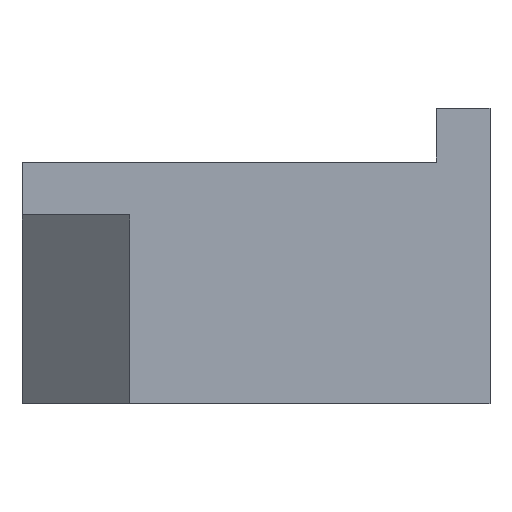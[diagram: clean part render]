
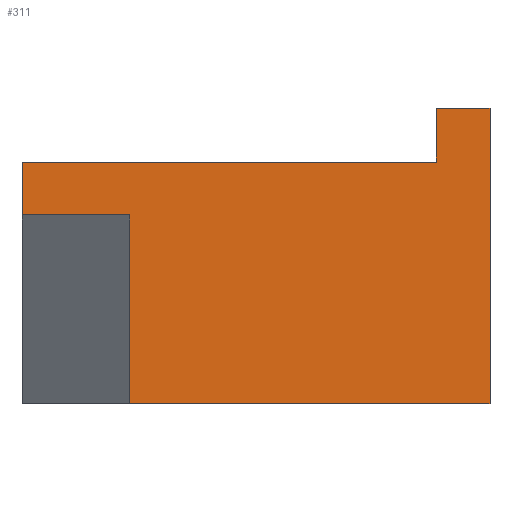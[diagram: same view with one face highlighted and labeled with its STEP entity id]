
A CAD part, front view. The second image highlights one B-rep face of the part: STEP entity #311.
In plain terms, the highlighted planar face has unit normal (0, -1, 0).
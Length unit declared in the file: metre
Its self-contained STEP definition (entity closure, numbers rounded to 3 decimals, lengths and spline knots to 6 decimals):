
#26=ORIENTED_EDGE('',*,*,#112,.F.);
#27=ORIENTED_EDGE('',*,*,#113,.T.);
#28=ORIENTED_EDGE('',*,*,#114,.F.);
#29=ORIENTED_EDGE('',*,*,#115,.F.);
#30=ORIENTED_EDGE('',*,*,#116,.T.);
#31=ORIENTED_EDGE('',*,*,#117,.T.);
#32=ORIENTED_EDGE('',*,*,#118,.T.);
#33=ORIENTED_EDGE('',*,*,#119,.T.);
#112=EDGE_CURVE('',#155,#156,#184,.T.);
#113=EDGE_CURVE('',#155,#157,#185,.T.);
#114=EDGE_CURVE('',#158,#157,#186,.T.);
#115=EDGE_CURVE('',#159,#158,#187,.T.);
#116=EDGE_CURVE('',#159,#160,#188,.T.);
#117=EDGE_CURVE('',#160,#161,#189,.T.);
#118=EDGE_CURVE('',#161,#162,#190,.T.);
#119=EDGE_CURVE('',#162,#156,#191,.T.);
#155=VERTEX_POINT('',#446);
#156=VERTEX_POINT('',#447);
#157=VERTEX_POINT('',#449);
#158=VERTEX_POINT('',#451);
#159=VERTEX_POINT('',#453);
#160=VERTEX_POINT('',#455);
#161=VERTEX_POINT('',#457);
#162=VERTEX_POINT('',#459);
#184=LINE('',#445,#222);
#185=LINE('',#448,#223);
#186=LINE('',#450,#224);
#187=LINE('',#452,#225);
#188=LINE('',#454,#226);
#189=LINE('',#456,#227);
#190=LINE('',#458,#228);
#191=LINE('',#460,#229);
#222=VECTOR('',#365,1.);
#223=VECTOR('',#366,1.);
#224=VECTOR('',#367,1.);
#225=VECTOR('',#368,1.);
#226=VECTOR('',#369,1.);
#227=VECTOR('',#370,1.);
#228=VECTOR('',#371,1.);
#229=VECTOR('',#372,1.);
#260=EDGE_LOOP('',(#26,#27,#28,#29,#30,#31,#32,#33));
#278=FACE_BOUND('',#260,.T.);
#296=PLANE('',#340);
#311=ADVANCED_FACE('',(#278),#296,.T.);
#340=AXIS2_PLACEMENT_3D('',#444,#363,#364);
#363=DIRECTION('',(0.,-1.,0.));
#364=DIRECTION('',(0.,0.,-1.));
#365=DIRECTION('',(-1.,0.,0.));
#366=DIRECTION('',(0.,0.,-1.));
#367=DIRECTION('',(-1.,0.,0.));
#368=DIRECTION('',(0.,0.,-1.));
#369=DIRECTION('',(-1.,0.,0.));
#370=DIRECTION('',(0.,0.,-1.));
#371=DIRECTION('',(-1.,0.,0.));
#372=DIRECTION('',(0.,0.,-1.));
#444=CARTESIAN_POINT('',(0.,-0.004335,0.00448));
#445=CARTESIAN_POINT('',(0.,-0.004335,0.0035));
#446=CARTESIAN_POINT('',(-0.002335,-0.004335,0.0035));
#447=CARTESIAN_POINT('',(-0.004335,-0.004335,0.0035));
#448=CARTESIAN_POINT('',(-0.002335,-0.004335,0.0035));
#449=CARTESIAN_POINT('',(-0.002335,-0.004335,0.));
#450=CARTESIAN_POINT('',(0.,-0.004335,0.));
#451=CARTESIAN_POINT('',(0.004335,-0.004335,0.));
#452=CARTESIAN_POINT('',(0.004335,-0.004335,0.00448));
#453=CARTESIAN_POINT('',(0.004335,-0.004335,0.00548));
#454=CARTESIAN_POINT('',(0.,-0.004335,0.00548));
#455=CARTESIAN_POINT('',(0.003335,-0.004335,0.00548));
#456=CARTESIAN_POINT('',(0.003335,-0.004335,0.00548));
#457=CARTESIAN_POINT('',(0.003335,-0.004335,0.00448));
#458=CARTESIAN_POINT('',(0.,-0.004335,0.00448));
#459=CARTESIAN_POINT('',(-0.004335,-0.004335,0.00448));
#460=CARTESIAN_POINT('',(-0.004335,-0.004335,0.00448));
